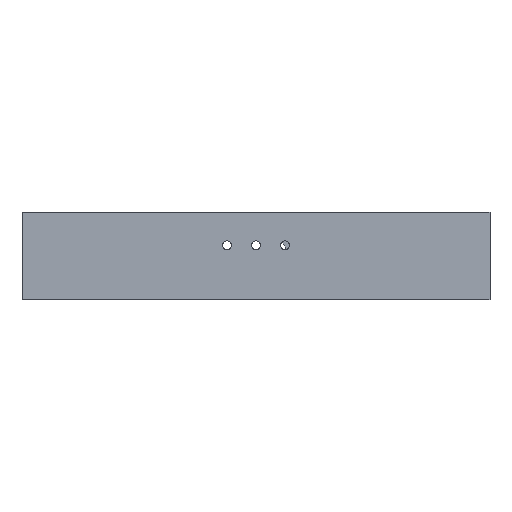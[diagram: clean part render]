
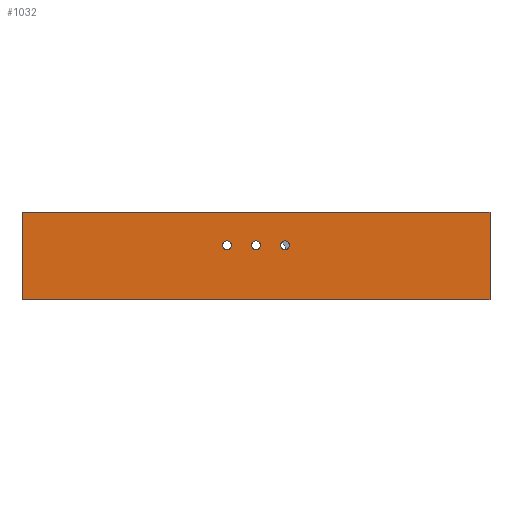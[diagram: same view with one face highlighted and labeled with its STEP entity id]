
A CAD part, front view. The second image highlights one B-rep face of the part: STEP entity #1032.
In plain terms, the highlighted planar face has unit normal (0, -1, 0).
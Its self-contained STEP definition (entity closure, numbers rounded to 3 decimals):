
#12 = EDGE_CURVE ( 'NONE', #69, #5904, #1809, .T. ) ;
#69 = VERTEX_POINT ( 'NONE', #3505 ) ;
#75 = AXIS2_PLACEMENT_3D ( 'NONE', #605, #1864, #7047 ) ;
#326 = DIRECTION ( 'NONE',  ( 0., -1., 0. ) ) ;
#516 = FACE_BOUND ( 'NONE', #5459, .T. ) ;
#533 = DIRECTION ( 'NONE',  ( 0., 1., 0. ) ) ;
#605 = CARTESIAN_POINT ( 'NONE',  ( 10., 0., 18.7 ) ) ;
#637 = EDGE_CURVE ( 'NONE', #4972, #4821, #6621, .T. ) ;
#665 = EDGE_CURVE ( 'NONE', #6387, #5742, #8088, .T. ) ;
#868 = DIRECTION ( 'NONE',  ( 0., -1., 0. ) ) ;
#880 = VECTOR ( 'NONE', #7381, 1000. ) ;
#894 = EDGE_LOOP ( 'NONE', ( #5502, #3847 ) ) ;
#1032 = ADVANCED_FACE ( 'NONE', ( #4915, #516, #6419, #3224 ), #3051, .F. ) ;
#1169 = VERTEX_POINT ( 'NONE', #3707 ) ;
#1344 = CIRCLE ( 'NONE', #4570, 1.5 ) ;
#1562 = DIRECTION ( 'NONE',  ( 0., 0., -1. ) ) ;
#1622 = EDGE_CURVE ( 'NONE', #4972, #6387, #3299, .T. ) ;
#1738 = DIRECTION ( 'NONE',  ( 0., -1., 0. ) ) ;
#1752 = DIRECTION ( 'NONE',  ( 0., 0., -1. ) ) ;
#1809 = CIRCLE ( 'NONE', #5154, 1.5 ) ;
#1864 = DIRECTION ( 'NONE',  ( 0., -1., 0. ) ) ;
#2222 = VECTOR ( 'NONE', #4863, 1000. ) ;
#2319 = CARTESIAN_POINT ( 'NONE',  ( -80.5, 0., 30. ) ) ;
#2382 = CARTESIAN_POINT ( 'NONE',  ( 10., 0., 18.7 ) ) ;
#2536 = CARTESIAN_POINT ( 'NONE',  ( 0., 0., 18.7 ) ) ;
#2565 = DIRECTION ( 'NONE',  ( 0., 0., -1. ) ) ;
#2724 = VECTOR ( 'NONE', #1752, 1000. ) ;
#2792 = CARTESIAN_POINT ( 'NONE',  ( 0., 0., 18.7 ) ) ;
#2863 = CARTESIAN_POINT ( 'NONE',  ( 10., 0., 20.2 ) ) ;
#2975 = DIRECTION ( 'NONE',  ( 0., 0., -1. ) ) ;
#2997 = CARTESIAN_POINT ( 'NONE',  ( -80.5, 0., 30. ) ) ;
#3051 = PLANE ( 'NONE',  #7081 ) ;
#3210 = CIRCLE ( 'NONE', #75, 1.5 ) ;
#3224 = FACE_OUTER_BOUND ( 'NONE', #4361, .T. ) ;
#3257 = EDGE_LOOP ( 'NONE', ( #4258, #6335 ) ) ;
#3299 = LINE ( 'NONE', #2319, #880 ) ;
#3505 = CARTESIAN_POINT ( 'NONE',  ( -10., 0., 17.2 ) ) ;
#3600 = EDGE_CURVE ( 'NONE', #1169, #5038, #5267, .T. ) ;
#3608 = VERTEX_POINT ( 'NONE', #3877 ) ;
#3653 = ORIENTED_EDGE ( 'NONE', *, *, #12, .F. ) ;
#3707 = CARTESIAN_POINT ( 'NONE',  ( 0., 0., 17.2 ) ) ;
#3726 = CARTESIAN_POINT ( 'NONE',  ( 0., 0., 20.2 ) ) ;
#3748 = EDGE_CURVE ( 'NONE', #5038, #1169, #1344, .T. ) ;
#3749 = EDGE_CURVE ( 'NONE', #5904, #69, #5057, .T. ) ;
#3757 = VERTEX_POINT ( 'NONE', #2863 ) ;
#3847 = ORIENTED_EDGE ( 'NONE', *, *, #3748, .F. ) ;
#3877 = CARTESIAN_POINT ( 'NONE',  ( 10., 0., 17.2 ) ) ;
#3954 = CARTESIAN_POINT ( 'NONE',  ( -80.5, 0., 0. ) ) ;
#4058 = DIRECTION ( 'NONE',  ( 0., -1., 0. ) ) ;
#4258 = ORIENTED_EDGE ( 'NONE', *, *, #6101, .F. ) ;
#4287 = EDGE_CURVE ( 'NONE', #4821, #5742, #8214, .T. ) ;
#4361 = EDGE_LOOP ( 'NONE', ( #5896, #6524, #6549, #6643 ) ) ;
#4444 = DIRECTION ( 'NONE',  ( 0., -1., 0. ) ) ;
#4516 = CARTESIAN_POINT ( 'NONE',  ( -80.5, 0., 0. ) ) ;
#4570 = AXIS2_PLACEMENT_3D ( 'NONE', #2792, #326, #6015 ) ;
#4592 = ORIENTED_EDGE ( 'NONE', *, *, #3749, .F. ) ;
#4821 = VERTEX_POINT ( 'NONE', #3954 ) ;
#4863 = DIRECTION ( 'NONE',  ( 0., 0., -1. ) ) ;
#4915 = FACE_BOUND ( 'NONE', #3257, .T. ) ;
#4972 = VERTEX_POINT ( 'NONE', #2997 ) ;
#4990 = CARTESIAN_POINT ( 'NONE',  ( 80.5, 0., 30. ) ) ;
#5022 = AXIS2_PLACEMENT_3D ( 'NONE', #2536, #4444, #2565 ) ;
#5038 = VERTEX_POINT ( 'NONE', #3726 ) ;
#5057 = CIRCLE ( 'NONE', #7261, 1.5 ) ;
#5134 = DIRECTION ( 'NONE',  ( 1., 0., 0. ) ) ;
#5154 = AXIS2_PLACEMENT_3D ( 'NONE', #7870, #4058, #7248 ) ;
#5267 = CIRCLE ( 'NONE', #5022, 1.5 ) ;
#5459 = EDGE_LOOP ( 'NONE', ( #3653, #4592 ) ) ;
#5502 = ORIENTED_EDGE ( 'NONE', *, *, #3600, .F. ) ;
#5646 = VECTOR ( 'NONE', #5134, 1000. ) ;
#5742 = VERTEX_POINT ( 'NONE', #5943 ) ;
#5896 = ORIENTED_EDGE ( 'NONE', *, *, #4287, .T. ) ;
#5904 = VERTEX_POINT ( 'NONE', #7562 ) ;
#5943 = CARTESIAN_POINT ( 'NONE',  ( 80.5, 0., 0. ) ) ;
#6010 = CARTESIAN_POINT ( 'NONE',  ( 80.5, 0., 30. ) ) ;
#6015 = DIRECTION ( 'NONE',  ( 0., 0., -1. ) ) ;
#6101 = EDGE_CURVE ( 'NONE', #3608, #3757, #3210, .T. ) ;
#6335 = ORIENTED_EDGE ( 'NONE', *, *, #7512, .F. ) ;
#6387 = VERTEX_POINT ( 'NONE', #6010 ) ;
#6419 = FACE_BOUND ( 'NONE', #894, .T. ) ;
#6524 = ORIENTED_EDGE ( 'NONE', *, *, #665, .F. ) ;
#6549 = ORIENTED_EDGE ( 'NONE', *, *, #1622, .F. ) ;
#6616 = AXIS2_PLACEMENT_3D ( 'NONE', #2382, #1738, #2975 ) ;
#6621 = LINE ( 'NONE', #6827, #2222 ) ;
#6643 = ORIENTED_EDGE ( 'NONE', *, *, #637, .T. ) ;
#6827 = CARTESIAN_POINT ( 'NONE',  ( -80.5, 0., 30. ) ) ;
#7047 = DIRECTION ( 'NONE',  ( 0., 0., -1. ) ) ;
#7081 = AXIS2_PLACEMENT_3D ( 'NONE', #7574, #533, #7541 ) ;
#7248 = DIRECTION ( 'NONE',  ( 0., 0., -1. ) ) ;
#7261 = AXIS2_PLACEMENT_3D ( 'NONE', #7288, #868, #1562 ) ;
#7288 = CARTESIAN_POINT ( 'NONE',  ( -10., 0., 18.7 ) ) ;
#7381 = DIRECTION ( 'NONE',  ( 1., 0., 0. ) ) ;
#7512 = EDGE_CURVE ( 'NONE', #3757, #3608, #8007, .T. ) ;
#7541 = DIRECTION ( 'NONE',  ( 0., 0., 1. ) ) ;
#7562 = CARTESIAN_POINT ( 'NONE',  ( -10., 0., 20.2 ) ) ;
#7574 = CARTESIAN_POINT ( 'NONE',  ( -80.5, 0., 30. ) ) ;
#7870 = CARTESIAN_POINT ( 'NONE',  ( -10., 0., 18.7 ) ) ;
#8007 = CIRCLE ( 'NONE', #6616, 1.5 ) ;
#8088 = LINE ( 'NONE', #4990, #2724 ) ;
#8214 = LINE ( 'NONE', #4516, #5646 ) ;
